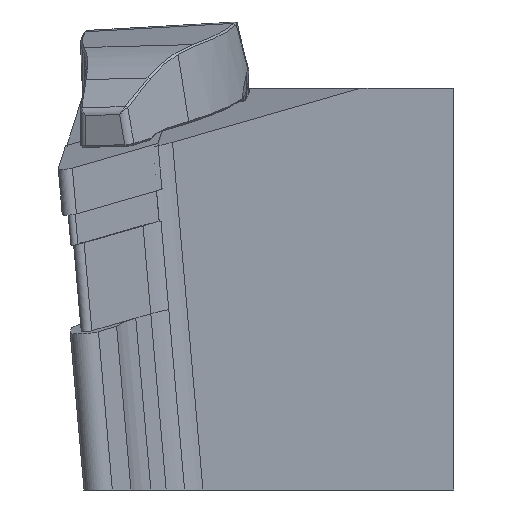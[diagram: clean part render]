
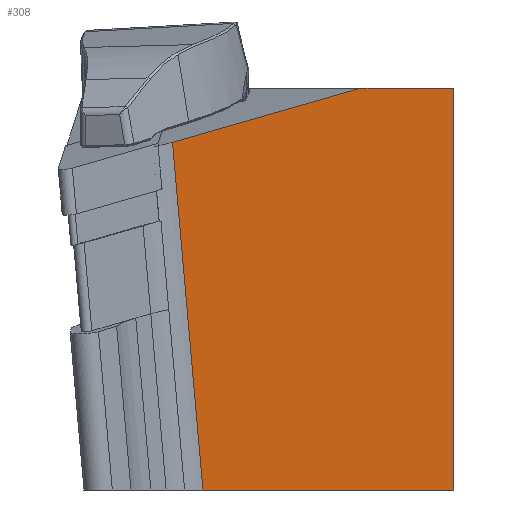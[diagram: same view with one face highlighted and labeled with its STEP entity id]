
A CAD part, left-side view. The second image highlights one B-rep face of the part: STEP entity #308.
In plain terms, the highlighted planar face has unit normal (-0.618, -0.785, -0.03).
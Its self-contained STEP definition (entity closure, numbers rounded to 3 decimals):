
#308=ADVANCED_FACE('',(#506),#437,.T.);
#437=PLANE('',#2368);
#506=FACE_OUTER_BOUND('',#639,.T.);
#639=EDGE_LOOP('',(#840,#841,#842,#843,#844));
#840=ORIENTED_EDGE('',*,*,#1676,.T.);
#841=ORIENTED_EDGE('',*,*,#1697,.F.);
#842=ORIENTED_EDGE('',*,*,#1721,.F.);
#843=ORIENTED_EDGE('',*,*,#1722,.F.);
#844=ORIENTED_EDGE('',*,*,#1723,.T.);
#1459=VERTEX_POINT('',#3023);
#1460=VERTEX_POINT('',#3025);
#1479=VERTEX_POINT('',#3095);
#1496=VERTEX_POINT('',#3163);
#1497=VERTEX_POINT('',#3165);
#1676=EDGE_CURVE('',#1460,#1459,#2011,.T.);
#1697=EDGE_CURVE('',#1479,#1459,#2025,.T.);
#1721=EDGE_CURVE('',#1496,#1479,#2038,.T.);
#1722=EDGE_CURVE('',#1497,#1496,#2039,.T.);
#1723=EDGE_CURVE('',#1497,#1460,#2040,.T.);
#2011=LINE('',#3024,#2179);
#2025=LINE('',#3096,#2193);
#2038=LINE('',#3162,#2206);
#2039=LINE('',#3164,#2207);
#2040=LINE('',#3166,#2208);
#2179=VECTOR('',#2529,1.);
#2193=VECTOR('',#2553,1.);
#2206=VECTOR('',#2588,1.);
#2207=VECTOR('',#2589,1.);
#2208=VECTOR('',#2590,1.);
#2368=AXIS2_PLACEMENT_3D('',#3167,#2591,#2592);
#2529=DIRECTION('',(-0.77,0.613,-0.176));
#2553=DIRECTION('',(-0.156,0.086,0.984));
#2588=DIRECTION('',(-0.786,0.619,0.));
#2589=DIRECTION('',(0.048,0.,-0.999));
#2590=DIRECTION('',(-0.786,0.619,0.));
#2591=DIRECTION('',(-0.618,-0.785,-0.03));
#2592=DIRECTION('',(-0.786,0.619,0.));
#3023=CARTESIAN_POINT('',(14.648,28.354,3.043));
#3024=CARTESIAN_POINT('',(-26.116,60.796,-6.277));
#3025=CARTESIAN_POINT('',(38.518,9.357,8.5));
#3095=CARTESIAN_POINT('',(20.22,25.288,-32.));
#3096=CARTESIAN_POINT('',(17.261,26.916,-13.389));
#3162=CARTESIAN_POINT('',(203.489,-118.991,-32.));
#3163=CARTESIAN_POINT('',(52.341,0.,-32.));
#3164=CARTESIAN_POINT('',(49.715,0.,22.871));
#3165=CARTESIAN_POINT('',(50.403,0.,8.5));
#3166=CARTESIAN_POINT('',(209.668,-125.381,8.5));
#3167=CARTESIAN_POINT('',(209.265,-125.893,30.507));
